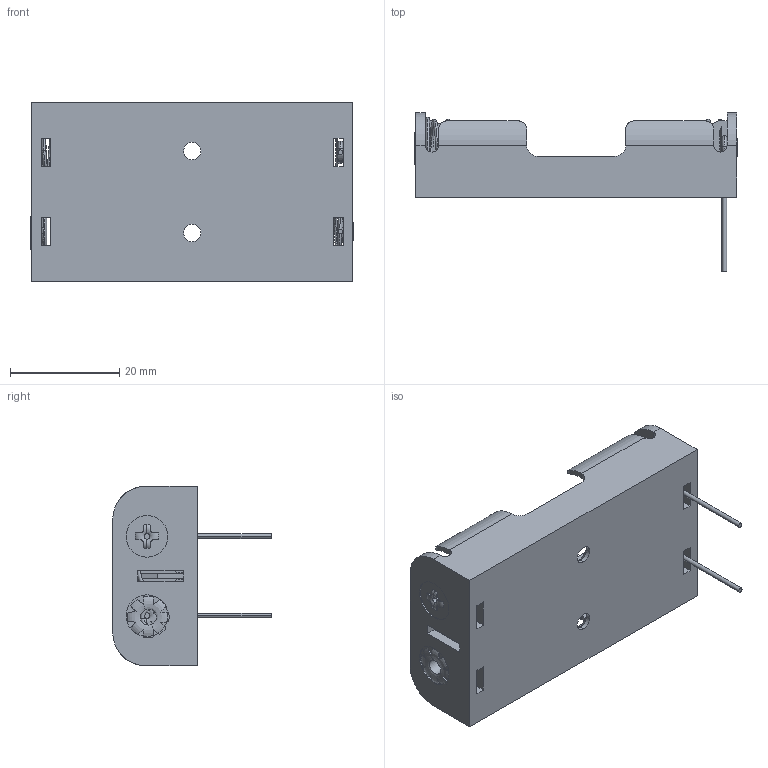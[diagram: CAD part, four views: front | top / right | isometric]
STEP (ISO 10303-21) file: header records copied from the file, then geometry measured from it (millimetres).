
FILE_DESCRIPTION (( 'STEP AP203' ), '1' );
FILE_NAME ('2462.STEP', '2021-09-30T14:45:51', ( '' ), ( '' ), 'SwSTEP 2.0', 'SolidWorks 2013', '' );
FILE_SCHEMA (( 'CONFIG_CONTROL_DESIGN' ));
Length unit declared in the file: millimetre
Products named in the file (1): 2462
Bounding box: 59.09 x 28.99 x 32.8 mm (x, y, z)
Surface area: 10172.5 mm2 (no closed solid volume)
Topology: 0 solids, 16 shells, 492 faces, 1989 edges, 1452 vertices
Faces by surface type: plane 314, cylinder 72, bspline 54, torus 48, cone 4
Entity records: 31229 total; most frequent: CARTESIAN_POINT 15816, ORIENTED_EDGE 2962, DIRECTION 2751, EDGE_CURVE 1989, VERTEX_POINT 1452, VECTOR 1337, LINE 1337, AXIS2_PLACEMENT_3D 707
